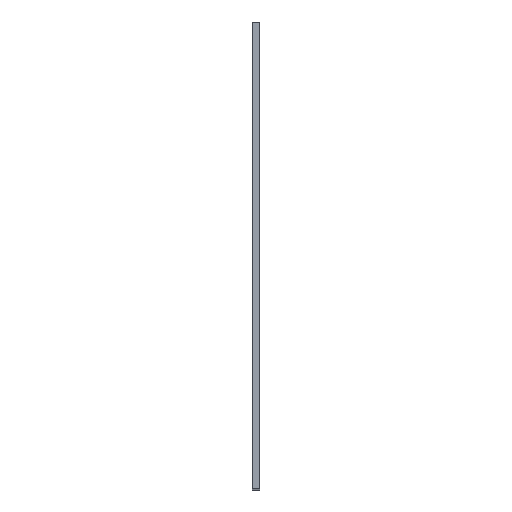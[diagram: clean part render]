
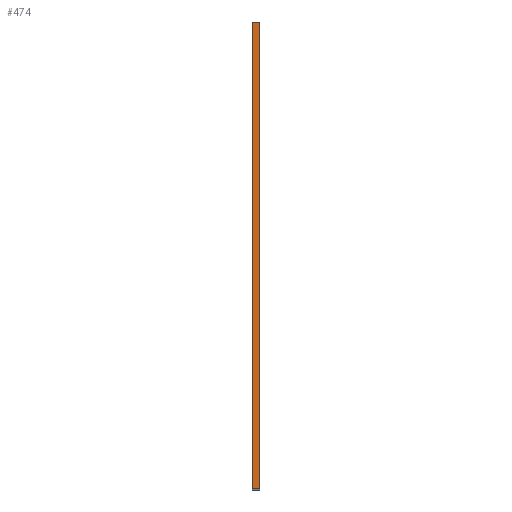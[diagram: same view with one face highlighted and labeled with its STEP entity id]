
A CAD part, top view. The second image highlights one B-rep face of the part: STEP entity #474.
In plain terms, the highlighted planar face has unit normal (0, 0, 1).
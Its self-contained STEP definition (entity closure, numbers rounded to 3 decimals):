
#3 = EDGE_LOOP ( 'NONE', ( #1120, #1121, #1122, #1123 ) ) ;
#39 = LINE ( 'NONE', #1634, #44 ) ;
#44 = VECTOR ( 'NONE', #1603, 1000. ) ;
#176 = LINE ( 'NONE', #1594, #178 ) ;
#178 = VECTOR ( 'NONE', #1601, 1000. ) ;
#207 = EDGE_CURVE ( 'NONE', #1358, #1101, #39, .T. ) ;
#240 = EDGE_CURVE ( 'NONE', #1368, #1358, #539, .T. ) ;
#293 = AXIS2_PLACEMENT_3D ( 'NONE', #1377, #1349, #1346 ) ;
#308 = EDGE_CURVE ( 'NONE', #1368, #1106, #176, .T. ) ;
#368 = EDGE_CURVE ( 'NONE', #1101, #1106, #628, .T. ) ;
#402 = FACE_OUTER_BOUND ( 'NONE', #3, .T. ) ;
#474 = ADVANCED_FACE ( 'NONE', ( #402 ), #1356, .F. ) ;
#539 = LINE ( 'NONE', #1727, #542 ) ;
#542 = VECTOR ( 'NONE', #1726, 1000. ) ;
#628 = LINE ( 'NONE', #1520, #630 ) ;
#630 = VECTOR ( 'NONE', #1519, 1000. ) ;
#897 = CARTESIAN_POINT ( 'NONE',  ( 1.2, 0., 90. ) ) ;
#947 = CARTESIAN_POINT ( 'NONE',  ( 0., 0., 90. ) ) ;
#1029 = CARTESIAN_POINT ( 'NONE',  ( 1.2, 75., 90. ) ) ;
#1038 = CARTESIAN_POINT ( 'NONE',  ( 0., 75., 90. ) ) ;
#1101 = VERTEX_POINT ( 'NONE', #1038 ) ;
#1106 = VERTEX_POINT ( 'NONE', #1029 ) ;
#1120 = ORIENTED_EDGE ( 'NONE', *, *, #308, .T. ) ;
#1121 = ORIENTED_EDGE ( 'NONE', *, *, #368, .F. ) ;
#1122 = ORIENTED_EDGE ( 'NONE', *, *, #207, .F. ) ;
#1123 = ORIENTED_EDGE ( 'NONE', *, *, #240, .F. ) ;
#1346 = DIRECTION ( 'NONE',  ( -1., 0., 0. ) ) ;
#1349 = DIRECTION ( 'NONE',  ( 0., 0., -1. ) ) ;
#1356 = PLANE ( 'NONE',  #293 ) ;
#1358 = VERTEX_POINT ( 'NONE', #947 ) ;
#1368 = VERTEX_POINT ( 'NONE', #897 ) ;
#1377 = CARTESIAN_POINT ( 'NONE',  ( 1.2, 75., 90. ) ) ;
#1519 = DIRECTION ( 'NONE',  ( 1., 0., 0. ) ) ;
#1520 = CARTESIAN_POINT ( 'NONE',  ( 0., 75., 90. ) ) ;
#1594 = CARTESIAN_POINT ( 'NONE',  ( 1.2, 75., 90. ) ) ;
#1601 = DIRECTION ( 'NONE',  ( 0., 1., 0. ) ) ;
#1603 = DIRECTION ( 'NONE',  ( 0., 1., 0. ) ) ;
#1634 = CARTESIAN_POINT ( 'NONE',  ( 0., 75., 90. ) ) ;
#1726 = DIRECTION ( 'NONE',  ( -1., 0., 0. ) ) ;
#1727 = CARTESIAN_POINT ( 'NONE',  ( 1.2, 0., 90. ) ) ;
